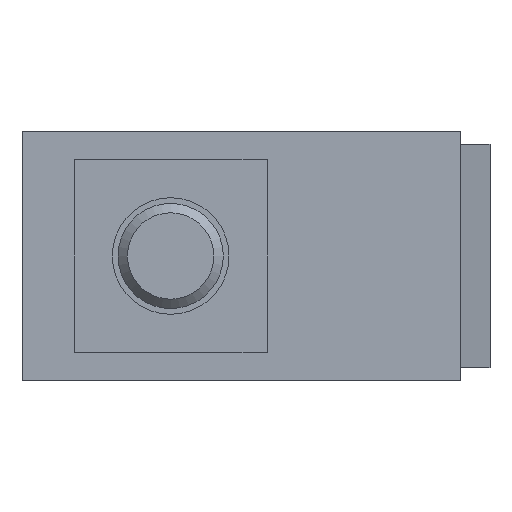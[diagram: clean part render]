
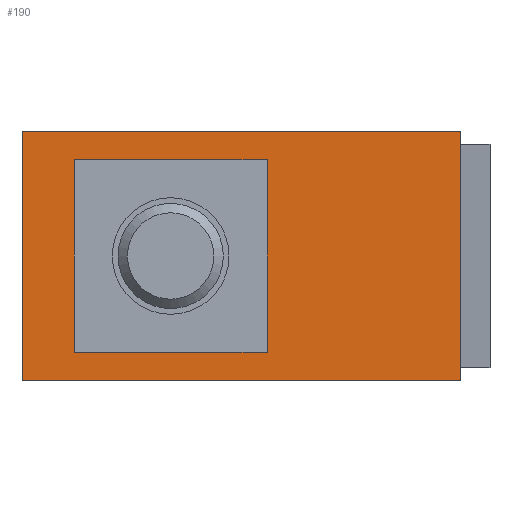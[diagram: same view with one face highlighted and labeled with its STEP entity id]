
A CAD part, front view. The second image highlights one B-rep face of the part: STEP entity #190.
In plain terms, the highlighted planar face has unit normal (0, -1, 0).
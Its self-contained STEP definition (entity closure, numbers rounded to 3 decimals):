
#190 = ADVANCED_FACE( '', ( #395, #396 ), #397, .F. );
#395 = FACE_BOUND( '', #611, .T. );
#396 = FACE_OUTER_BOUND( '', #612, .T. );
#397 = PLANE( '', #613 );
#611 = EDGE_LOOP( '', ( #1107, #1108, #1109, #1110 ) );
#612 = EDGE_LOOP( '', ( #1111, #1112, #1113, #1114 ) );
#613 = AXIS2_PLACEMENT_3D( '', #1115, #1116, #1117 );
#1107 = ORIENTED_EDGE( '', *, *, #1396, .F. );
#1108 = ORIENTED_EDGE( '', *, *, #1313, .T. );
#1109 = ORIENTED_EDGE( '', *, *, #1288, .F. );
#1110 = ORIENTED_EDGE( '', *, *, #1370, .F. );
#1111 = ORIENTED_EDGE( '', *, *, #1294, .T. );
#1112 = ORIENTED_EDGE( '', *, *, #1212, .F. );
#1113 = ORIENTED_EDGE( '', *, *, #1399, .F. );
#1114 = ORIENTED_EDGE( '', *, *, #1272, .T. );
#1115 = CARTESIAN_POINT( '', ( -16.95, 0., 14.2 ) );
#1116 = DIRECTION( '', ( 0., 1., 0. ) );
#1117 = DIRECTION( '', ( 0., 0., 1. ) );
#1212 = EDGE_CURVE( '', #1426, #1428, #1429, .T. );
#1272 = EDGE_CURVE( '', #1530, #1528, #1531, .T. );
#1288 = EDGE_CURVE( '', #1555, #1557, #1558, .T. );
#1294 = EDGE_CURVE( '', #1528, #1428, #1566, .T. );
#1313 = EDGE_CURVE( '', #1592, #1557, #1593, .T. );
#1370 = EDGE_CURVE( '', #1668, #1555, #1671, .T. );
#1396 = EDGE_CURVE( '', #1592, #1668, #1701, .T. );
#1399 = EDGE_CURVE( '', #1530, #1426, #1704, .T. );
#1426 = VERTEX_POINT( '', #1821 );
#1428 = VERTEX_POINT( '', #1824 );
#1429 = LINE( '', #1825, #1826 );
#1528 = VERTEX_POINT( '', #1970 );
#1530 = VERTEX_POINT( '', #1973 );
#1531 = LINE( '', #1974, #1975 );
#1555 = VERTEX_POINT( '', #2010 );
#1557 = VERTEX_POINT( '', #2013 );
#1558 = LINE( '', #2014, #2015 );
#1566 = LINE( '', #2027, #2028 );
#1592 = VERTEX_POINT( '', #2061 );
#1593 = LINE( '', #2062, #2063 );
#1668 = VERTEX_POINT( '', #2171 );
#1671 = LINE( '', #2175, #2176 );
#1701 = LINE( '', #2218, #2219 );
#1704 = LINE( '', #2222, #2223 );
#1821 = CARTESIAN_POINT( '', ( 33.05, 0., 14.2 ) );
#1824 = CARTESIAN_POINT( '', ( 33.05, 0., -14.2 ) );
#1825 = CARTESIAN_POINT( '', ( 33.05, 0., 14.2 ) );
#1826 = VECTOR( '', #2248, 1000. );
#1970 = CARTESIAN_POINT( '', ( -16.95, 0., -14.2 ) );
#1973 = CARTESIAN_POINT( '', ( -16.95, 0., 14.2 ) );
#1974 = CARTESIAN_POINT( '', ( -16.95, 0., 14.2 ) );
#1975 = VECTOR( '', #2301, 1000. );
#2010 = CARTESIAN_POINT( '', ( -11., 0., -7. ) );
#2013 = CARTESIAN_POINT( '', ( 11., 0., -7. ) );
#2014 = CARTESIAN_POINT( '', ( -16.95, 0., -7. ) );
#2015 = VECTOR( '', #2314, 1000. );
#2027 = CARTESIAN_POINT( '', ( -16.95, 0., -14.2 ) );
#2028 = VECTOR( '', #2319, 1000. );
#2061 = CARTESIAN_POINT( '', ( 11., 0., 7. ) );
#2062 = CARTESIAN_POINT( '', ( 11., 0., 14.2 ) );
#2063 = VECTOR( '', #2342, 1000. );
#2171 = CARTESIAN_POINT( '', ( -11., 0., 7. ) );
#2175 = CARTESIAN_POINT( '', ( -11., 0., 14.2 ) );
#2176 = VECTOR( '', #2392, 1000. );
#2218 = CARTESIAN_POINT( '', ( -16.95, 0., 7. ) );
#2219 = VECTOR( '', #2411, 1000. );
#2222 = CARTESIAN_POINT( '', ( -16.95, 0., 14.2 ) );
#2223 = VECTOR( '', #2412, 1000. );
#2248 = DIRECTION( '', ( 0., 0., -1. ) );
#2301 = DIRECTION( '', ( 0., 0., -1. ) );
#2314 = DIRECTION( '', ( 1., 0., 0. ) );
#2319 = DIRECTION( '', ( 1., 0., 0. ) );
#2342 = DIRECTION( '', ( 0., 0., -1. ) );
#2392 = DIRECTION( '', ( 0., 0., -1. ) );
#2411 = DIRECTION( '', ( -1., 0., 0. ) );
#2412 = DIRECTION( '', ( 1., 0., 0. ) );
